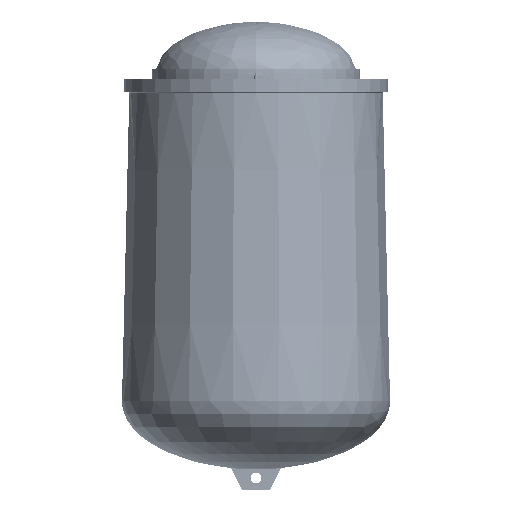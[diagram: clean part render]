
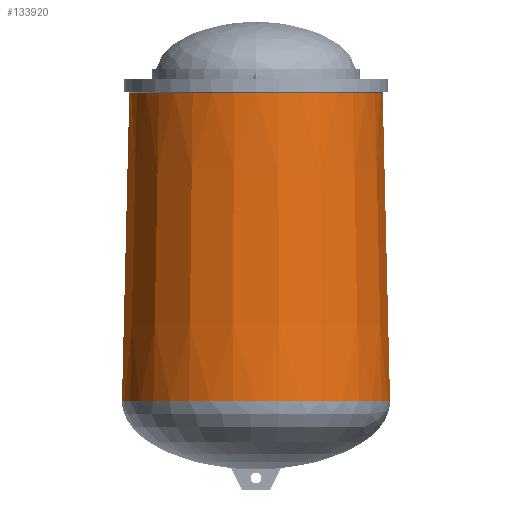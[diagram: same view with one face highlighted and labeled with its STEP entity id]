
A CAD part, front view. The second image highlights one B-rep face of the part: STEP entity #133920.
In plain terms, the highlighted conical face has half-angle 1.361 degrees and reference radius 630.003 mm.
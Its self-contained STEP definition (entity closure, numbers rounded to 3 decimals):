
#133510=CARTESIAN_POINT('',(0.,0.,
-664.));
#133520=DIRECTION('',(0.,0.,-1.));
#133530=DIRECTION('',(0.,-1.,0.));
#133540=AXIS2_PLACEMENT_3D('',#133510,#133520,#133530);
#133550=CONICAL_SURFACE('',#133540,630.003,0.024);
#133560=CARTESIAN_POINT('',(0.,630.003,-664.
));
#133570=DIRECTION('',(0.,0.024,-1.));
#133580=VECTOR('',#133570,26521.602);
#133590=LINE('',#133560,#133580);
#133600=CARTESIAN_POINT('',(0.,595.6,
783.881));
#133610=VERTEX_POINT('',#133600);
#133620=CARTESIAN_POINT('',(0.,630.003,-664.)
);
#133630=VERTEX_POINT('',#133620);
#133640=EDGE_CURVE('',#133610,#133630,#133590,.T.);
#133650=ORIENTED_EDGE('',*,*,#133640,.T.);
#133660=CARTESIAN_POINT('',(0.,0.,
783.881));
#133670=DIRECTION('',(0.,0.,1.));
#133680=DIRECTION('',(0.,-1.,0.));
#133690=AXIS2_PLACEMENT_3D('',#133660,#133670,#133680);
#133700=CIRCLE('',#133690,595.6);
#133710=CARTESIAN_POINT('',(0.,-595.6,
783.881));
#133720=VERTEX_POINT('',#133710);
#133730=EDGE_CURVE('',#133610,#133720,#133700,.T.);
#133740=ORIENTED_EDGE('',*,*,#133730,.F.);
#133750=CARTESIAN_POINT('',(0.,-630.003,
-664.));
#133760=DIRECTION('',(0.,-0.024,
-1.));
#133770=VECTOR('',#133760,26521.602);
#133780=LINE('',#133750,#133770);
#133790=CARTESIAN_POINT('',(0.,-630.003,
-664.));
#133800=VERTEX_POINT('',#133790);
#133810=EDGE_CURVE('',#133720,#133800,#133780,.T.);
#133820=ORIENTED_EDGE('',*,*,#133810,.F.);
#133830=CARTESIAN_POINT('',(0.,0.,
-664.));
#133840=DIRECTION('',(0.,0.,1.));
#133850=DIRECTION('',(0.,-1.,0.));
#133860=AXIS2_PLACEMENT_3D('',#133830,#133840,#133850);
#133870=CIRCLE('',#133860,630.003);
#133880=EDGE_CURVE('',#133630,#133800,#133870,.T.);
#133890=ORIENTED_EDGE('',*,*,#133880,.T.);
#133900=EDGE_LOOP('',(#133890,#133820,#133740,#133650));
#133910=FACE_OUTER_BOUND('',#133900,.T.);
#133920=ADVANCED_FACE('',(#133910),#133550,.T.);
